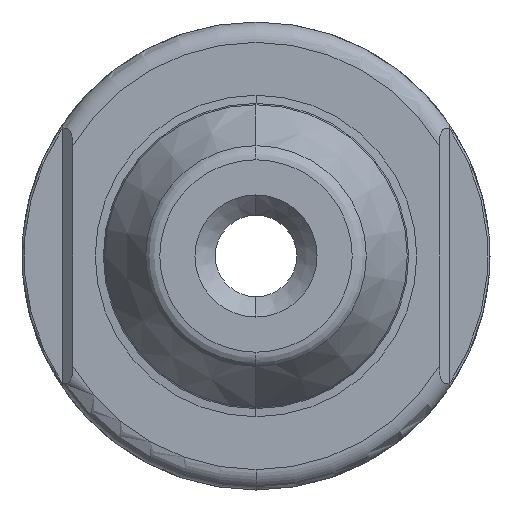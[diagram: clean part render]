
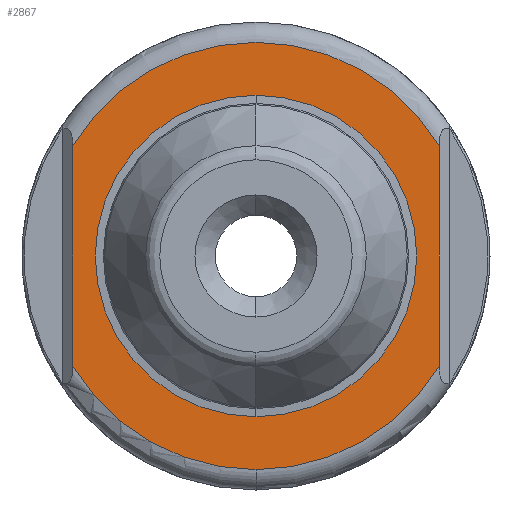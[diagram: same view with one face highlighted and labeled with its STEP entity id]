
A CAD part, left-side view. The second image highlights one B-rep face of the part: STEP entity #2867.
In plain terms, the highlighted planar face has unit normal (-1, 0, 0).
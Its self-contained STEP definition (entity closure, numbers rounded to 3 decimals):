
#7 = ORIENTED_EDGE ( 'NONE', *, *, #109, .T. ) ;
#45 = CARTESIAN_POINT ( 'NONE',  ( 26., -9., -5.408 ) ) ;
#47 = CARTESIAN_POINT ( 'NONE',  ( 26., -9., -11.5 ) ) ;
#66 = AXIS2_PLACEMENT_3D ( 'NONE', #2851, #2835, #2803 ) ;
#109 = EDGE_CURVE ( 'NONE', #1256, #3334, #2871, .T. ) ;
#447 = EDGE_LOOP ( 'NONE', ( #4259, #4201 ) ) ;
#502 = EDGE_CURVE ( 'NONE', #3129, #2755, #3206, .T. ) ;
#514 = DIRECTION ( 'NONE',  ( -1., 0., 0. ) ) ;
#520 = VERTEX_POINT ( 'NONE', #3879 ) ;
#590 = AXIS2_PLACEMENT_3D ( 'NONE', #1029, #2152, #4791 ) ;
#632 = VERTEX_POINT ( 'NONE', #4727 ) ;
#862 = CARTESIAN_POINT ( 'NONE',  ( 26., 0., -10.5 ) ) ;
#1029 = CARTESIAN_POINT ( 'NONE',  ( 26., 0., -11.5 ) ) ;
#1035 = EDGE_CURVE ( 'NONE', #632, #520, #2059, .T. ) ;
#1139 = DIRECTION ( 'NONE',  ( 0., 0., 1. ) ) ;
#1209 = FACE_BOUND ( 'NONE', #447, .T. ) ;
#1256 = VERTEX_POINT ( 'NONE', #862 ) ;
#1610 = VECTOR ( 'NONE', #1629, 1000. ) ;
#1629 = DIRECTION ( 'NONE',  ( 0., 0., -1. ) ) ;
#1712 = CARTESIAN_POINT ( 'NONE',  ( 26., 9., -11.5 ) ) ;
#1719 = CARTESIAN_POINT ( 'NONE',  ( 26., 9., -5.408 ) ) ;
#1764 = CARTESIAN_POINT ( 'NONE',  ( 26., -9., 5.408 ) ) ;
#1836 = DIRECTION ( 'NONE',  ( -1., 0., 0. ) ) ;
#1846 = ORIENTED_EDGE ( 'NONE', *, *, #2586, .T. ) ;
#1931 = CARTESIAN_POINT ( 'NONE',  ( 26., 0., 0. ) ) ;
#1940 = DIRECTION ( 'NONE',  ( -1., 0., 0. ) ) ;
#1946 = DIRECTION ( 'NONE',  ( 0., 0., -1. ) ) ;
#2036 = CARTESIAN_POINT ( 'NONE',  ( 26., 0., 0. ) ) ;
#2059 = CIRCLE ( 'NONE', #66, 7.9 ) ;
#2112 = EDGE_LOOP ( 'NONE', ( #3645, #7, #3995, #1846, #4016 ) ) ;
#2152 = DIRECTION ( 'NONE',  ( 1., 0., 0. ) ) ;
#2406 = DIRECTION ( 'NONE',  ( 0., 0., -1. ) ) ;
#2586 = EDGE_CURVE ( 'NONE', #2813, #3129, #2667, .T. ) ;
#2659 = EDGE_CURVE ( 'NONE', #2755, #1256, #3539, .T. ) ;
#2667 = CIRCLE ( 'NONE', #4160, 10.5 ) ;
#2731 = CARTESIAN_POINT ( 'NONE',  ( 26., 0., 0. ) ) ;
#2755 = VERTEX_POINT ( 'NONE', #1719 ) ;
#2803 = DIRECTION ( 'NONE',  ( 0., 0., 1. ) ) ;
#2813 = VERTEX_POINT ( 'NONE', #1764 ) ;
#2835 = DIRECTION ( 'NONE',  ( -1., 0., 0. ) ) ;
#2851 = CARTESIAN_POINT ( 'NONE',  ( 26., 0., 0. ) ) ;
#2867 = ADVANCED_FACE ( 'NONE', ( #3167, #1209 ), #2874, .F. ) ;
#2871 = CIRCLE ( 'NONE', #3810, 10.5 ) ;
#2874 = PLANE ( 'NONE',  #590 ) ;
#2910 = CARTESIAN_POINT ( 'NONE',  ( 26., 9., 5.408 ) ) ;
#3093 = DIRECTION ( 'NONE',  ( 0., 0., -1. ) ) ;
#3129 = VERTEX_POINT ( 'NONE', #2910 ) ;
#3155 = EDGE_CURVE ( 'NONE', #520, #632, #3384, .T. ) ;
#3167 = FACE_OUTER_BOUND ( 'NONE', #2112, .T. ) ;
#3206 = LINE ( 'NONE', #1712, #1610 ) ;
#3334 = VERTEX_POINT ( 'NONE', #45 ) ;
#3384 = CIRCLE ( 'NONE', #3580, 7.9 ) ;
#3539 = CIRCLE ( 'NONE', #4659, 10.5 ) ;
#3574 = VECTOR ( 'NONE', #1139, 1000. ) ;
#3580 = AXIS2_PLACEMENT_3D ( 'NONE', #4065, #1836, #4443 ) ;
#3645 = ORIENTED_EDGE ( 'NONE', *, *, #2659, .T. ) ;
#3810 = AXIS2_PLACEMENT_3D ( 'NONE', #1931, #1940, #1946 ) ;
#3879 = CARTESIAN_POINT ( 'NONE',  ( 26., 0., -7.9 ) ) ;
#3995 = ORIENTED_EDGE ( 'NONE', *, *, #4695, .T. ) ;
#4016 = ORIENTED_EDGE ( 'NONE', *, *, #502, .T. ) ;
#4065 = CARTESIAN_POINT ( 'NONE',  ( 26., 0., 0. ) ) ;
#4160 = AXIS2_PLACEMENT_3D ( 'NONE', #2731, #514, #3093 ) ;
#4201 = ORIENTED_EDGE ( 'NONE', *, *, #3155, .F. ) ;
#4259 = ORIENTED_EDGE ( 'NONE', *, *, #1035, .F. ) ;
#4443 = DIRECTION ( 'NONE',  ( 0., 0., 1. ) ) ;
#4568 = LINE ( 'NONE', #47, #3574 ) ;
#4653 = DIRECTION ( 'NONE',  ( -1., 0., 0. ) ) ;
#4659 = AXIS2_PLACEMENT_3D ( 'NONE', #2036, #4653, #2406 ) ;
#4695 = EDGE_CURVE ( 'NONE', #3334, #2813, #4568, .T. ) ;
#4727 = CARTESIAN_POINT ( 'NONE',  ( 26., 0., 7.9 ) ) ;
#4791 = DIRECTION ( 'NONE',  ( 0., 0., -1. ) ) ;
